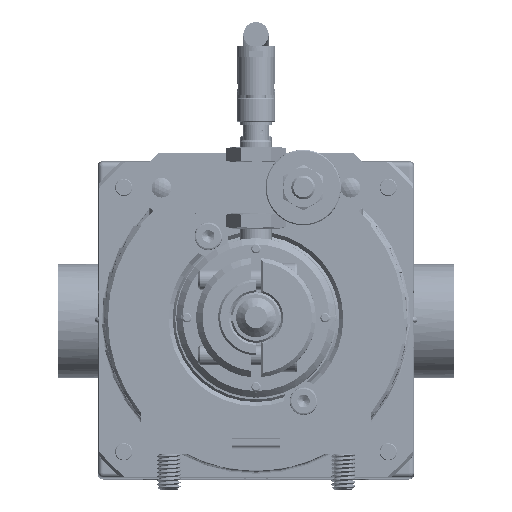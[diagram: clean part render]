
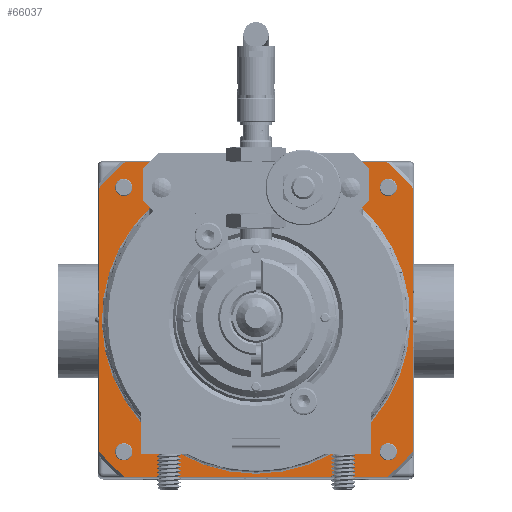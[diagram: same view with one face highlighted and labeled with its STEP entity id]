
A CAD part, top view. The second image highlights one B-rep face of the part: STEP entity #66037.
In plain terms, the highlighted planar face has unit normal (0, 0, 1).
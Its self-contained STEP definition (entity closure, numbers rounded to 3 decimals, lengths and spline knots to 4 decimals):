
#2401=PLANE('',#70111);
#5104=LINE('',#95853,#10269);
#5118=LINE('',#95927,#10283);
#5119=LINE('',#95933,#10284);
#5122=LINE('',#95949,#10287);
#5125=LINE('',#95964,#10290);
#10269=VECTOR('',#77059,2.5997);
#10283=VECTOR('',#77109,0.6187);
#10284=VECTOR('',#77114,2.5997);
#10287=VECTOR('',#77137,2.5997);
#10290=VECTOR('',#77154,0.6187);
#15947=FACE_OUTER_BOUND('',#19818,.T.);
#19818=EDGE_LOOP('',(#43347,#43348,#43349,#43350,#43351,#43352,#43353,#43354,
#43355,#43356,#43357,#43358));
#24178=CIRCLE('',#70071,2.0325);
#24185=CIRCLE('',#70081,0.3125);
#24198=CIRCLE('',#70100,2.0325);
#24200=CIRCLE('',#70104,2.0325);
#24205=CIRCLE('',#70112,1.53);
#24206=CIRCLE('',#70113,2.0325);
#24207=CIRCLE('',#70114,0.3125);
#27139=VERTEX_POINT('',#95835);
#27142=VERTEX_POINT('',#95840);
#27145=VERTEX_POINT('',#95850);
#27155=VERTEX_POINT('',#95874);
#27156=VERTEX_POINT('',#95876);
#27170=VERTEX_POINT('',#95920);
#27172=VERTEX_POINT('',#95925);
#27173=VERTEX_POINT('',#95929);
#27175=VERTEX_POINT('',#95932);
#27177=VERTEX_POINT('',#95944);
#27178=VERTEX_POINT('',#95948);
#27183=VERTEX_POINT('',#95962);
#33451=EDGE_CURVE('',#27142,#27139,#24178,.T.);
#33456=EDGE_CURVE('',#27145,#27142,#5104,.T.);
#33466=EDGE_CURVE('',#27156,#27155,#24185,.T.);
#33485=EDGE_CURVE('',#27172,#27170,#5118,.T.);
#33487=EDGE_CURVE('',#27173,#27175,#5119,.T.);
#33493=EDGE_CURVE('',#27170,#27173,#24198,.T.);
#33495=EDGE_CURVE('',#27175,#27177,#24200,.T.);
#33496=EDGE_CURVE('',#27177,#27178,#5122,.T.);
#33503=EDGE_CURVE('',#27156,#27183,#24205,.T.);
#33504=EDGE_CURVE('',#27139,#27155,#5125,.T.);
#33505=EDGE_CURVE('',#27178,#27145,#24206,.T.);
#33506=EDGE_CURVE('',#27172,#27183,#24207,.T.);
#43347=ORIENTED_EDGE('',*,*,#33503,.F.);
#43348=ORIENTED_EDGE('',*,*,#33466,.T.);
#43349=ORIENTED_EDGE('',*,*,#33504,.F.);
#43350=ORIENTED_EDGE('',*,*,#33451,.F.);
#43351=ORIENTED_EDGE('',*,*,#33456,.F.);
#43352=ORIENTED_EDGE('',*,*,#33505,.F.);
#43353=ORIENTED_EDGE('',*,*,#33496,.F.);
#43354=ORIENTED_EDGE('',*,*,#33495,.F.);
#43355=ORIENTED_EDGE('',*,*,#33487,.F.);
#43356=ORIENTED_EDGE('',*,*,#33493,.F.);
#43357=ORIENTED_EDGE('',*,*,#33485,.F.);
#43358=ORIENTED_EDGE('',*,*,#33506,.T.);
#66037=ADVANCED_FACE('',(#15947),#2401,.F.);
#70071=AXIS2_PLACEMENT_3D('',#95842,#77047,#77048);
#70081=AXIS2_PLACEMENT_3D('',#95877,#77074,#77075);
#70100=AXIS2_PLACEMENT_3D('',#95941,#77125,#77126);
#70104=AXIS2_PLACEMENT_3D('',#95946,#77133,#77134);
#70111=AXIS2_PLACEMENT_3D('',#95961,#77150,#77151);
#70112=AXIS2_PLACEMENT_3D('',#95963,#77152,#77153);
#70113=AXIS2_PLACEMENT_3D('',#95965,#77155,#77156);
#70114=AXIS2_PLACEMENT_3D('',#95966,#77157,#77158);
#77047=DIRECTION('center_axis',(0.,0.,
-1.));
#77048=DIRECTION('ref_axis',(-0.758,0.653,0.));
#77059=DIRECTION('',(0.,1.,0.));
#77074=DIRECTION('center_axis',(0.,0.,
-1.));
#77075=DIRECTION('ref_axis',(0.,1.,0.));
#77109=DIRECTION('',(1.,0.,0.));
#77114=DIRECTION('',(0.,-1.,0.));
#77125=DIRECTION('center_axis',(0.,0.,
-1.));
#77126=DIRECTION('ref_axis',(0.653,0.758,0.));
#77133=DIRECTION('center_axis',(0.,0.,
-1.));
#77134=DIRECTION('ref_axis',(0.758,-0.653,0.));
#77137=DIRECTION('',(-1.,0.,0.));
#77150=DIRECTION('center_axis',(0.,0.,
-1.));
#77151=DIRECTION('ref_axis',(-1.,0.,0.));
#77152=DIRECTION('center_axis',(0.,0.,
1.));
#77153=DIRECTION('ref_axis',(0.,-1.,0.));
#77154=DIRECTION('',(1.,0.,0.));
#77155=DIRECTION('center_axis',(0.,0.,
-1.));
#77156=DIRECTION('ref_axis',(-0.653,-0.758,0.));
#77157=DIRECTION('center_axis',(0.,0.,
-1.));
#77158=DIRECTION('ref_axis',(-1.,0.,0.));
#95835=CARTESIAN_POINT('',(-1.2999,1.5625,-5.0901));
#95840=CARTESIAN_POINT('',(-1.5625,1.2999,-5.0901));
#95842=CARTESIAN_POINT('Origin',(0.,0.,
-5.0901));
#95850=CARTESIAN_POINT('',(-1.5625,-1.2999,-5.0901));
#95853=CARTESIAN_POINT('',(-1.5625,-1.2999,-5.0901));
#95874=CARTESIAN_POINT('',(-0.6812,1.5625,-5.0901));
#95876=CARTESIAN_POINT('',(-0.5995,1.4076,-5.0901));
#95877=CARTESIAN_POINT('Origin',(-0.375,1.625,-5.0901));
#95920=CARTESIAN_POINT('',(1.2999,1.5625,-5.0901));
#95925=CARTESIAN_POINT('',(0.6812,1.5625,-5.0901));
#95927=CARTESIAN_POINT('',(0.6812,1.5625,-5.0901));
#95929=CARTESIAN_POINT('',(1.5625,1.2999,-5.0901));
#95932=CARTESIAN_POINT('',(1.5625,-1.2999,-5.0901));
#95933=CARTESIAN_POINT('',(1.5625,1.2999,-5.0901));
#95941=CARTESIAN_POINT('Origin',(0.,0.,
-5.0901));
#95944=CARTESIAN_POINT('',(1.2999,-1.5625,-5.0901));
#95946=CARTESIAN_POINT('Origin',(0.,0.,
-5.0901));
#95948=CARTESIAN_POINT('',(-1.2999,-1.5625,-5.0901));
#95949=CARTESIAN_POINT('',(1.2999,-1.5625,-5.0901));
#95961=CARTESIAN_POINT('Origin',(0.,0.,
-5.0901));
#95962=CARTESIAN_POINT('',(0.5995,1.4076,-5.0901));
#95963=CARTESIAN_POINT('Origin',(0.,0.,
-5.0901));
#95964=CARTESIAN_POINT('',(-1.2999,1.5625,-5.0901));
#95965=CARTESIAN_POINT('Origin',(0.,0.,
-5.0901));
#95966=CARTESIAN_POINT('Origin',(0.375,1.625,-5.0901));
